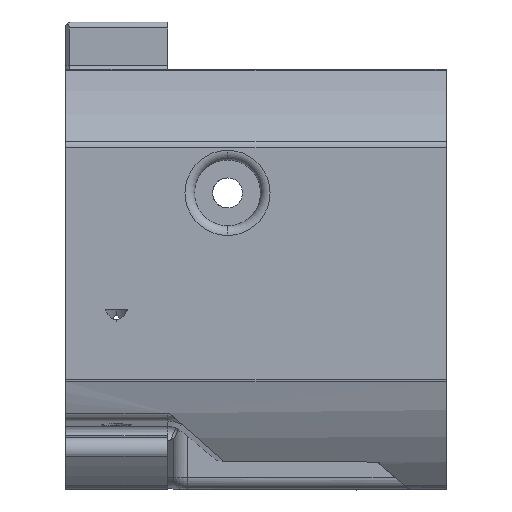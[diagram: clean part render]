
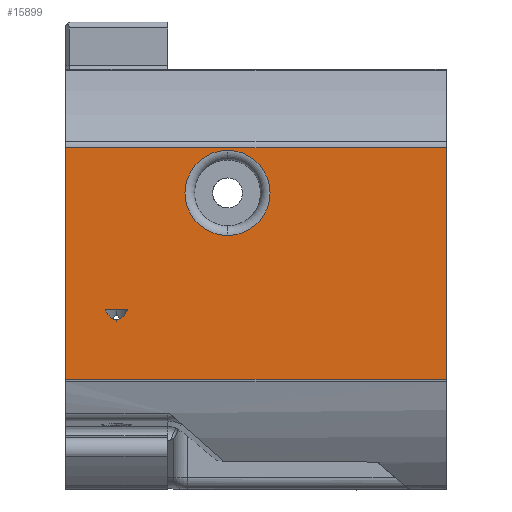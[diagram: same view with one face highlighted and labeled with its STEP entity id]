
A CAD part, front view. The second image highlights one B-rep face of the part: STEP entity #15899.
In plain terms, the highlighted planar face has unit normal (0, -1, 0).
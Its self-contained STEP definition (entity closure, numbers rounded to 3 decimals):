
#104 = CARTESIAN_POINT ( 'NONE',  ( 76.622, -36.897, -3.06 ) ) ;
#454 = FACE_OUTER_BOUND ( 'NONE', #16340, .T. ) ;
#646 = EDGE_CURVE ( 'NONE', #12176, #7160, #14843, .T. ) ;
#831 = VERTEX_POINT ( 'NONE', #4561 ) ;
#919 = AXIS2_PLACEMENT_3D ( 'NONE', #1074, #12993, #11923 ) ;
#1074 = CARTESIAN_POINT ( 'NONE',  ( 97., -36.897, -33. ) ) ;
#1304 = ORIENTED_EDGE ( 'NONE', *, *, #1993, .T. ) ;
#1369 = EDGE_CURVE ( 'NONE', #13136, #831, #11480, .T. ) ;
#1391 = EDGE_LOOP ( 'NONE', ( #6447, #14039 ) ) ;
#1440 = VERTEX_POINT ( 'NONE', #8443 ) ;
#1473 = DIRECTION ( 'NONE',  ( 0., 0., -1. ) ) ;
#1762 = DIRECTION ( 'NONE',  ( 0., 0., -1. ) ) ;
#1790 = CARTESIAN_POINT ( 'NONE',  ( 76.622, -36.897, -3.06 ) ) ;
#1993 = EDGE_CURVE ( 'NONE', #10151, #17423, #8858, .T. ) ;
#2341 = CARTESIAN_POINT ( 'NONE',  ( 133.5, -36.897, -14.713 ) ) ;
#2463 = LINE ( 'NONE', #9062, #16442 ) ;
#2776 = CARTESIAN_POINT ( 'NONE',  ( 133.5, -36.897, 37. ) ) ;
#3046 = CARTESIAN_POINT ( 'NONE',  ( 70., -36.897, -33. ) ) ;
#3075 = CARTESIAN_POINT ( 'NONE',  ( 97., -36.897, 16.4 ) ) ;
#3310 = CARTESIAN_POINT ( 'NONE',  ( 97., -36.897, 9.3 ) ) ;
#3716 = CARTESIAN_POINT ( 'NONE',  ( 79.195, -36.897, -4.761 ) ) ;
#3797 = LINE ( 'NONE', #3046, #4437 ) ;
#3802 = EDGE_LOOP ( 'NONE', ( #8932, #16866, #16490 ) ) ;
#4343 = VECTOR ( 'NONE', #17612, 1000. ) ;
#4364 = DIRECTION ( 'NONE',  ( 0., 1., 0. ) ) ;
#4437 = VECTOR ( 'NONE', #1762, 1000. ) ;
#4561 = CARTESIAN_POINT ( 'NONE',  ( 97., -36.897, 23.5 ) ) ;
#4628 = CARTESIAN_POINT ( 'NONE',  ( 80.333, -36.897, -3.06 ) ) ;
#4892 = FACE_BOUND ( 'NONE', #3802, .T. ) ;
#4919 = DIRECTION ( 'NONE',  ( 1., 0., 0. ) ) ;
#4953 = CIRCLE ( 'NONE', #10532, 7.1 ) ;
#5017 = CARTESIAN_POINT ( 'NONE',  ( 133.5, -36.897, 23.908 ) ) ;
#5676 = DIRECTION ( 'NONE',  ( 0., 0., 1. ) ) ;
#5759 = VECTOR ( 'NONE', #7914, 1000. ) ;
#5874 = CARTESIAN_POINT ( 'NONE',  ( 97., -36.897, 16.4 ) ) ;
#6399 = CARTESIAN_POINT ( 'NONE',  ( 79.851, -36.897, -4.159 ) ) ;
#6447 = ORIENTED_EDGE ( 'NONE', *, *, #12795, .T. ) ;
#6460 = CARTESIAN_POINT ( 'NONE',  ( 97., -36.897, -3.06 ) ) ;
#7048 = FACE_BOUND ( 'NONE', #1391, .T. ) ;
#7160 = VERTEX_POINT ( 'NONE', #104 ) ;
#7685 = LINE ( 'NONE', #2776, #15932 ) ;
#7725 = CARTESIAN_POINT ( 'NONE',  ( 78.477, -36.897, -4.761 ) ) ;
#7914 = DIRECTION ( 'NONE',  ( -1., 0., 0. ) ) ;
#8443 = CARTESIAN_POINT ( 'NONE',  ( 70., -36.897, -14.713 ) ) ;
#8858 = LINE ( 'NONE', #9504, #4343 ) ;
#8870 = PLANE ( 'NONE',  #919 ) ;
#8932 = ORIENTED_EDGE ( 'NONE', *, *, #16008, .F. ) ;
#9062 = CARTESIAN_POINT ( 'NONE',  ( 97., -36.897, -14.713 ) ) ;
#9504 = CARTESIAN_POINT ( 'NONE',  ( 97., -36.897, 23.908 ) ) ;
#10151 = VERTEX_POINT ( 'NONE', #5017 ) ;
#10322 = CARTESIAN_POINT ( 'NONE',  ( 80.333, -36.897, -3.06 ) ) ;
#10513 = ORIENTED_EDGE ( 'NONE', *, *, #16183, .F. ) ;
#10532 = AXIS2_PLACEMENT_3D ( 'NONE', #5874, #16784, #16607 ) ;
#11049 = ORIENTED_EDGE ( 'NONE', *, *, #12123, .T. ) ;
#11480 = CIRCLE ( 'NONE', #12318, 7.1 ) ;
#11923 = DIRECTION ( 'NONE',  ( 0., 0., 1. ) ) ;
#12108 = VERTEX_POINT ( 'NONE', #2341 ) ;
#12123 = EDGE_CURVE ( 'NONE', #1440, #12108, #2463, .T. ) ;
#12176 = VERTEX_POINT ( 'NONE', #14653 ) ;
#12318 = AXIS2_PLACEMENT_3D ( 'NONE', #3075, #4364, #5676 ) ;
#12753 = EDGE_CURVE ( 'NONE', #15288, #12176, #13105, .T. ) ;
#12795 = EDGE_CURVE ( 'NONE', #831, #13136, #4953, .T. ) ;
#12993 = DIRECTION ( 'NONE',  ( 0., 1., 0. ) ) ;
#13105 =( BOUNDED_CURVE ( )  B_SPLINE_CURVE ( 3, ( #10322, #6399, #3716, #7725 ),
 .UNSPECIFIED., .F., .F. ) 
 B_SPLINE_CURVE_WITH_KNOTS ( ( 4, 4 ),
 ( 5.447, 6.283 ),
 .UNSPECIFIED. ) 
 CURVE ( )  GEOMETRIC_REPRESENTATION_ITEM ( )  RATIONAL_B_SPLINE_CURVE ( ( 1., 0.943, 0.943, 1. ) ) 
 REPRESENTATION_ITEM ( '' )  );
#13136 = VERTEX_POINT ( 'NONE', #3310 ) ;
#13912 = CARTESIAN_POINT ( 'NONE',  ( 78.477, -36.897, -4.761 ) ) ;
#14039 = ORIENTED_EDGE ( 'NONE', *, *, #1369, .T. ) ;
#14653 = CARTESIAN_POINT ( 'NONE',  ( 78.477, -36.897, -4.761 ) ) ;
#14843 =( BOUNDED_CURVE ( )  B_SPLINE_CURVE ( 3, ( #13912, #15467, #16588, #1790 ),
 .UNSPECIFIED., .F., .F. ) 
 B_SPLINE_CURVE_WITH_KNOTS ( ( 4, 4 ),
 ( 0., 0.836 ),
 .UNSPECIFIED. ) 
 CURVE ( )  GEOMETRIC_REPRESENTATION_ITEM ( )  RATIONAL_B_SPLINE_CURVE ( ( 1., 0.943, 0.943, 1. ) ) 
 REPRESENTATION_ITEM ( '' )  );
#15084 = CARTESIAN_POINT ( 'NONE',  ( 70., -36.897, 23.908 ) ) ;
#15288 = VERTEX_POINT ( 'NONE', #4628 ) ;
#15467 = CARTESIAN_POINT ( 'NONE',  ( 77.759, -36.897, -4.761 ) ) ;
#15899 = ADVANCED_FACE ( 'NONE', ( #7048, #4892, #454 ), #8870, .F. ) ;
#15932 = VECTOR ( 'NONE', #1473, 1000. ) ;
#16008 = EDGE_CURVE ( 'NONE', #15288, #7160, #17206, .T. ) ;
#16183 = EDGE_CURVE ( 'NONE', #10151, #12108, #7685, .T. ) ;
#16340 = EDGE_LOOP ( 'NONE', ( #10513, #1304, #16758, #11049 ) ) ;
#16442 = VECTOR ( 'NONE', #4919, 1000. ) ;
#16490 = ORIENTED_EDGE ( 'NONE', *, *, #646, .T. ) ;
#16588 = CARTESIAN_POINT ( 'NONE',  ( 77.103, -36.897, -4.159 ) ) ;
#16607 = DIRECTION ( 'NONE',  ( 0., 0., 1. ) ) ;
#16758 = ORIENTED_EDGE ( 'NONE', *, *, #17412, .T. ) ;
#16784 = DIRECTION ( 'NONE',  ( 0., 1., 0. ) ) ;
#16866 = ORIENTED_EDGE ( 'NONE', *, *, #12753, .T. ) ;
#17206 = LINE ( 'NONE', #6460, #5759 ) ;
#17412 = EDGE_CURVE ( 'NONE', #17423, #1440, #3797, .T. ) ;
#17423 = VERTEX_POINT ( 'NONE', #15084 ) ;
#17612 = DIRECTION ( 'NONE',  ( -1., 0., 0. ) ) ;
